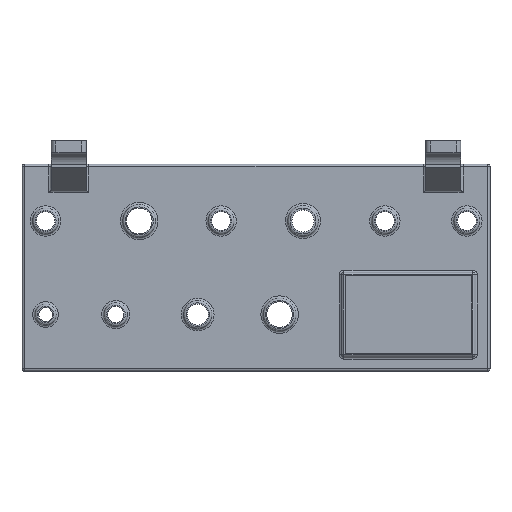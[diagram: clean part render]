
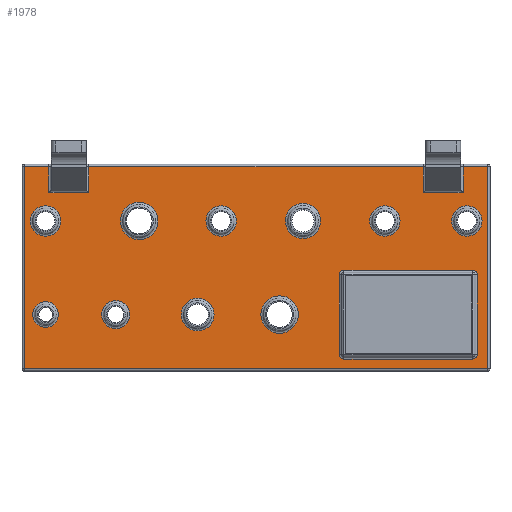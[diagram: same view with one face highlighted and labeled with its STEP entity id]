
A CAD part, top view. The second image highlights one B-rep face of the part: STEP entity #1978.
In plain terms, the highlighted planar face has unit normal (0, 0, 1).
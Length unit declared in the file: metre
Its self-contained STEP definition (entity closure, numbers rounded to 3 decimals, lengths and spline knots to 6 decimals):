
#134=CIRCLE('',#2150,0.002);
#135=CIRCLE('',#2151,0.002);
#136=CIRCLE('',#2152,0.002);
#137=CIRCLE('',#2153,0.002);
#138=CIRCLE('',#2154,0.008);
#139=CIRCLE('',#2155,0.007);
#140=CIRCLE('',#2156,0.006);
#141=CIRCLE('',#2157,0.0055);
#142=CIRCLE('',#2158,0.0065);
#143=CIRCLE('',#2159,0.0065);
#144=CIRCLE('',#2160,0.0075);
#145=CIRCLE('',#2161,0.0065);
#146=CIRCLE('',#2162,0.008);
#147=CIRCLE('',#2163,0.0065);
#344=ORIENTED_EDGE('',*,*,#826,.T.);
#345=ORIENTED_EDGE('',*,*,#827,.T.);
#346=ORIENTED_EDGE('',*,*,#828,.T.);
#347=ORIENTED_EDGE('',*,*,#829,.T.);
#348=ORIENTED_EDGE('',*,*,#830,.T.);
#349=ORIENTED_EDGE('',*,*,#831,.T.);
#350=ORIENTED_EDGE('',*,*,#832,.T.);
#351=ORIENTED_EDGE('',*,*,#833,.T.);
#352=ORIENTED_EDGE('',*,*,#834,.T.);
#353=ORIENTED_EDGE('',*,*,#835,.T.);
#354=ORIENTED_EDGE('',*,*,#836,.T.);
#355=ORIENTED_EDGE('',*,*,#837,.T.);
#356=ORIENTED_EDGE('',*,*,#838,.T.);
#357=ORIENTED_EDGE('',*,*,#839,.T.);
#358=ORIENTED_EDGE('',*,*,#840,.T.);
#359=ORIENTED_EDGE('',*,*,#841,.T.);
#360=ORIENTED_EDGE('',*,*,#842,.T.);
#361=ORIENTED_EDGE('',*,*,#843,.T.);
#362=ORIENTED_EDGE('',*,*,#844,.T.);
#363=ORIENTED_EDGE('',*,*,#845,.T.);
#364=ORIENTED_EDGE('',*,*,#846,.T.);
#365=ORIENTED_EDGE('',*,*,#847,.T.);
#366=ORIENTED_EDGE('',*,*,#848,.T.);
#367=ORIENTED_EDGE('',*,*,#849,.T.);
#368=ORIENTED_EDGE('',*,*,#850,.T.);
#369=ORIENTED_EDGE('',*,*,#851,.T.);
#370=ORIENTED_EDGE('',*,*,#852,.T.);
#371=ORIENTED_EDGE('',*,*,#853,.T.);
#372=ORIENTED_EDGE('',*,*,#854,.T.);
#373=ORIENTED_EDGE('',*,*,#855,.T.);
#826=EDGE_CURVE('',#1075,#1076,#134,.F.);
#827=EDGE_CURVE('',#1076,#1077,#1269,.T.);
#828=EDGE_CURVE('',#1077,#1078,#135,.F.);
#829=EDGE_CURVE('',#1078,#1079,#1270,.F.);
#830=EDGE_CURVE('',#1079,#1080,#136,.F.);
#831=EDGE_CURVE('',#1080,#1081,#1271,.F.);
#832=EDGE_CURVE('',#1081,#1082,#137,.F.);
#833=EDGE_CURVE('',#1082,#1075,#1272,.T.);
#834=EDGE_CURVE('',#1083,#1083,#138,.F.);
#835=EDGE_CURVE('',#1084,#1084,#139,.F.);
#836=EDGE_CURVE('',#1085,#1085,#140,.F.);
#837=EDGE_CURVE('',#1086,#1086,#141,.F.);
#838=EDGE_CURVE('',#1087,#1087,#142,.F.);
#839=EDGE_CURVE('',#1088,#1088,#143,.F.);
#840=EDGE_CURVE('',#1089,#1089,#144,.F.);
#841=EDGE_CURVE('',#1090,#1090,#145,.F.);
#842=EDGE_CURVE('',#1091,#1091,#146,.F.);
#843=EDGE_CURVE('',#1092,#1092,#147,.F.);
#844=EDGE_CURVE('',#1093,#1094,#1273,.F.);
#845=EDGE_CURVE('',#1094,#1095,#1274,.T.);
#846=EDGE_CURVE('',#1095,#1096,#1275,.T.);
#847=EDGE_CURVE('',#1096,#1097,#1276,.F.);
#848=EDGE_CURVE('',#1097,#1098,#1277,.F.);
#849=EDGE_CURVE('',#1098,#1099,#1278,.T.);
#850=EDGE_CURVE('',#1099,#1100,#1279,.T.);
#851=EDGE_CURVE('',#1100,#1101,#1280,.F.);
#852=EDGE_CURVE('',#1101,#1102,#1281,.F.);
#853=EDGE_CURVE('',#1102,#1103,#1282,.T.);
#854=EDGE_CURVE('',#1103,#1104,#1283,.T.);
#855=EDGE_CURVE('',#1104,#1093,#1284,.F.);
#1075=VERTEX_POINT('',#3169);
#1076=VERTEX_POINT('',#3170);
#1077=VERTEX_POINT('',#3172);
#1078=VERTEX_POINT('',#3174);
#1079=VERTEX_POINT('',#3176);
#1080=VERTEX_POINT('',#3178);
#1081=VERTEX_POINT('',#3180);
#1082=VERTEX_POINT('',#3182);
#1083=VERTEX_POINT('',#3185);
#1084=VERTEX_POINT('',#3187);
#1085=VERTEX_POINT('',#3189);
#1086=VERTEX_POINT('',#3191);
#1087=VERTEX_POINT('',#3193);
#1088=VERTEX_POINT('',#3195);
#1089=VERTEX_POINT('',#3197);
#1090=VERTEX_POINT('',#3199);
#1091=VERTEX_POINT('',#3201);
#1092=VERTEX_POINT('',#3203);
#1093=VERTEX_POINT('',#3205);
#1094=VERTEX_POINT('',#3206);
#1095=VERTEX_POINT('',#3208);
#1096=VERTEX_POINT('',#3210);
#1097=VERTEX_POINT('',#3212);
#1098=VERTEX_POINT('',#3214);
#1099=VERTEX_POINT('',#3216);
#1100=VERTEX_POINT('',#3218);
#1101=VERTEX_POINT('',#3220);
#1102=VERTEX_POINT('',#3222);
#1103=VERTEX_POINT('',#3224);
#1104=VERTEX_POINT('',#3226);
#1269=LINE('',#3171,#1400);
#1270=LINE('',#3175,#1401);
#1271=LINE('',#3179,#1402);
#1272=LINE('',#3183,#1403);
#1273=LINE('',#3204,#1404);
#1274=LINE('',#3207,#1405);
#1275=LINE('',#3209,#1406);
#1276=LINE('',#3211,#1407);
#1277=LINE('',#3213,#1408);
#1278=LINE('',#3215,#1409);
#1279=LINE('',#3217,#1410);
#1280=LINE('',#3219,#1411);
#1281=LINE('',#3221,#1412);
#1282=LINE('',#3223,#1413);
#1283=LINE('',#3225,#1414);
#1284=LINE('',#3227,#1415);
#1400=VECTOR('',#2492,1.);
#1401=VECTOR('',#2495,1.);
#1402=VECTOR('',#2498,1.);
#1403=VECTOR('',#2501,1.);
#1404=VECTOR('',#2522,1.);
#1405=VECTOR('',#2523,1.);
#1406=VECTOR('',#2524,1.);
#1407=VECTOR('',#2525,1.);
#1408=VECTOR('',#2526,1.);
#1409=VECTOR('',#2527,1.);
#1410=VECTOR('',#2528,1.);
#1411=VECTOR('',#2529,1.);
#1412=VECTOR('',#2530,1.);
#1413=VECTOR('',#2531,1.);
#1414=VECTOR('',#2532,1.);
#1415=VECTOR('',#2533,1.);
#1509=EDGE_LOOP('',(#344,#345,#346,#347,#348,#349,#350,#351));
#1510=EDGE_LOOP('',(#352));
#1511=EDGE_LOOP('',(#353));
#1512=EDGE_LOOP('',(#354));
#1513=EDGE_LOOP('',(#355));
#1514=EDGE_LOOP('',(#356));
#1515=EDGE_LOOP('',(#357));
#1516=EDGE_LOOP('',(#358));
#1517=EDGE_LOOP('',(#359));
#1518=EDGE_LOOP('',(#360));
#1519=EDGE_LOOP('',(#361));
#1520=EDGE_LOOP('',(#362,#363,#364,#365,#366,#367,#368,#369,#370,#371,#372,
#373));
#1720=FACE_BOUND('',#1509,.T.);
#1721=FACE_BOUND('',#1510,.T.);
#1722=FACE_BOUND('',#1511,.T.);
#1723=FACE_BOUND('',#1512,.T.);
#1724=FACE_BOUND('',#1513,.T.);
#1725=FACE_BOUND('',#1514,.T.);
#1726=FACE_BOUND('',#1515,.T.);
#1727=FACE_BOUND('',#1516,.T.);
#1728=FACE_BOUND('',#1517,.T.);
#1729=FACE_BOUND('',#1518,.T.);
#1730=FACE_BOUND('',#1519,.T.);
#1731=FACE_BOUND('',#1520,.T.);
#1926=PLANE('',#2149);
#1978=ADVANCED_FACE('',(#1720,#1721,#1722,#1723,#1724,#1725,#1726,#1727,
#1728,#1729,#1730,#1731),#1926,.T.);
#2149=AXIS2_PLACEMENT_3D('',#3167,#2488,#2489);
#2150=AXIS2_PLACEMENT_3D('',#3168,#2490,#2491);
#2151=AXIS2_PLACEMENT_3D('',#3173,#2493,#2494);
#2152=AXIS2_PLACEMENT_3D('',#3177,#2496,#2497);
#2153=AXIS2_PLACEMENT_3D('',#3181,#2499,#2500);
#2154=AXIS2_PLACEMENT_3D('',#3184,#2502,#2503);
#2155=AXIS2_PLACEMENT_3D('',#3186,#2504,#2505);
#2156=AXIS2_PLACEMENT_3D('',#3188,#2506,#2507);
#2157=AXIS2_PLACEMENT_3D('',#3190,#2508,#2509);
#2158=AXIS2_PLACEMENT_3D('',#3192,#2510,#2511);
#2159=AXIS2_PLACEMENT_3D('',#3194,#2512,#2513);
#2160=AXIS2_PLACEMENT_3D('',#3196,#2514,#2515);
#2161=AXIS2_PLACEMENT_3D('',#3198,#2516,#2517);
#2162=AXIS2_PLACEMENT_3D('',#3200,#2518,#2519);
#2163=AXIS2_PLACEMENT_3D('',#3202,#2520,#2521);
#2488=DIRECTION('',(0.,0.,1.));
#2489=DIRECTION('',(1.,0.,0.));
#2490=DIRECTION('',(0.,0.,1.));
#2491=DIRECTION('',(1.,0.,0.));
#2492=DIRECTION('',(1.,0.,0.));
#2493=DIRECTION('',(0.,0.,1.));
#2494=DIRECTION('',(1.,0.,0.));
#2495=DIRECTION('',(0.,1.,0.));
#2496=DIRECTION('',(0.,0.,1.));
#2497=DIRECTION('',(1.,0.,0.));
#2498=DIRECTION('',(1.,0.,0.));
#2499=DIRECTION('',(0.,0.,1.));
#2500=DIRECTION('',(1.,0.,0.));
#2501=DIRECTION('',(0.,1.,0.));
#2502=DIRECTION('',(0.,0.,1.));
#2503=DIRECTION('',(1.,0.,0.));
#2504=DIRECTION('',(0.,0.,1.));
#2505=DIRECTION('',(1.,0.,0.));
#2506=DIRECTION('',(0.,0.,1.));
#2507=DIRECTION('',(1.,0.,0.));
#2508=DIRECTION('',(0.,0.,1.));
#2509=DIRECTION('',(1.,0.,0.));
#2510=DIRECTION('',(0.,0.,1.));
#2511=DIRECTION('',(1.,0.,0.));
#2512=DIRECTION('',(0.,0.,1.));
#2513=DIRECTION('',(1.,0.,0.));
#2514=DIRECTION('',(0.,0.,1.));
#2515=DIRECTION('',(1.,0.,0.));
#2516=DIRECTION('',(0.,0.,1.));
#2517=DIRECTION('',(1.,0.,0.));
#2518=DIRECTION('',(0.,0.,1.));
#2519=DIRECTION('',(1.,0.,0.));
#2520=DIRECTION('',(0.,0.,1.));
#2521=DIRECTION('',(1.,0.,0.));
#2522=DIRECTION('',(0.,-1.,0.));
#2523=DIRECTION('',(-1.,0.,0.));
#2524=DIRECTION('',(0.,-1.,0.));
#2525=DIRECTION('',(1.,0.,0.));
#2526=DIRECTION('',(0.,-1.,0.));
#2527=DIRECTION('',(-1.,0.,0.));
#2528=DIRECTION('',(0.,-1.,0.));
#2529=DIRECTION('',(-1.,0.,0.));
#2530=DIRECTION('',(0.,-1.,0.));
#2531=DIRECTION('',(-1.,0.,0.));
#2532=DIRECTION('',(0.,-1.,0.));
#2533=DIRECTION('',(1.,0.,0.));
#3167=CARTESIAN_POINT('',(-0.004151,0.,0.004));
#3168=CARTESIAN_POINT('',(0.037586,-0.003,0.004));
#3169=CARTESIAN_POINT('',(0.035586,-0.003,0.004));
#3170=CARTESIAN_POINT('',(0.037586,-0.001,0.004));
#3171=CARTESIAN_POINT('',(-0.004151,-0.001,0.004));
#3172=CARTESIAN_POINT('',(0.092586,-0.001,0.004));
#3173=CARTESIAN_POINT('',(0.092586,-0.003,0.004));
#3174=CARTESIAN_POINT('',(0.094586,-0.003,0.004));
#3175=CARTESIAN_POINT('',(0.094586,-0.037,0.004));
#3176=CARTESIAN_POINT('',(0.094586,-0.037,0.004));
#3177=CARTESIAN_POINT('',(0.092586,-0.037,0.004));
#3178=CARTESIAN_POINT('',(0.092586,-0.039,0.004));
#3179=CARTESIAN_POINT('',(0.037586,-0.039,0.004));
#3180=CARTESIAN_POINT('',(0.037586,-0.039,0.004));
#3181=CARTESIAN_POINT('',(0.037586,-0.037,0.004));
#3182=CARTESIAN_POINT('',(0.035586,-0.037,0.004));
#3183=CARTESIAN_POINT('',(0.035586,0.,0.004));
#3184=CARTESIAN_POINT('',(0.010086,-0.02,0.004));
#3185=CARTESIAN_POINT('',(0.018086,-0.02,0.004));
#3186=CARTESIAN_POINT('',(-0.024914,-0.02,0.004));
#3187=CARTESIAN_POINT('',(-0.017914,-0.02,0.004));
#3188=CARTESIAN_POINT('',(-0.059914,-0.02,0.004));
#3189=CARTESIAN_POINT('',(-0.053914,-0.02,0.004));
#3190=CARTESIAN_POINT('',(-0.089914,-0.02,0.004));
#3191=CARTESIAN_POINT('',(-0.084414,-0.02,0.004));
#3192=CARTESIAN_POINT('',(0.090086,0.02,0.004));
#3193=CARTESIAN_POINT('',(0.096586,0.02,0.004));
#3194=CARTESIAN_POINT('',(0.055086,0.02,0.004));
#3195=CARTESIAN_POINT('',(0.061586,0.02,0.004));
#3196=CARTESIAN_POINT('',(0.020086,0.02,0.004));
#3197=CARTESIAN_POINT('',(0.027586,0.02,0.004));
#3198=CARTESIAN_POINT('',(-0.014914,0.02,0.004));
#3199=CARTESIAN_POINT('',(-0.008414,0.02,0.004));
#3200=CARTESIAN_POINT('',(-0.049914,0.02,0.004));
#3201=CARTESIAN_POINT('',(-0.041914,0.02,0.004));
#3202=CARTESIAN_POINT('',(-0.089914,0.02,0.004));
#3203=CARTESIAN_POINT('',(-0.083414,0.02,0.004));
#3204=CARTESIAN_POINT('',(0.0715,0.044206,0.004));
#3205=CARTESIAN_POINT('',(0.0715,0.032096,0.004));
#3206=CARTESIAN_POINT('',(0.0715,0.043206,0.004));
#3207=CARTESIAN_POINT('',(-0.0725,0.043206,0.004));
#3208=CARTESIAN_POINT('',(-0.0715,0.043206,0.004));
#3209=CARTESIAN_POINT('',(-0.0715,0.,0.004));
#3210=CARTESIAN_POINT('',(-0.0715,0.032096,0.004));
#3211=CARTESIAN_POINT('',(-0.004151,0.032096,0.004));
#3212=CARTESIAN_POINT('',(-0.0885,0.032096,0.004));
#3213=CARTESIAN_POINT('',(-0.0885,0.044206,0.004));
#3214=CARTESIAN_POINT('',(-0.0885,0.043206,0.004));
#3215=CARTESIAN_POINT('',(-0.1,0.043206,0.004));
#3216=CARTESIAN_POINT('',(-0.099,0.043206,0.004));
#3217=CARTESIAN_POINT('',(-0.099,-0.044206,0.004));
#3218=CARTESIAN_POINT('',(-0.099,-0.043206,0.004));
#3219=CARTESIAN_POINT('',(-0.004151,-0.043206,0.004));
#3220=CARTESIAN_POINT('',(0.099,-0.043206,0.004));
#3221=CARTESIAN_POINT('',(0.099,0.,0.004));
#3222=CARTESIAN_POINT('',(0.099,0.043206,0.004));
#3223=CARTESIAN_POINT('',(0.0875,0.043206,0.004));
#3224=CARTESIAN_POINT('',(0.0885,0.043206,0.004));
#3225=CARTESIAN_POINT('',(0.0885,0.,0.004));
#3226=CARTESIAN_POINT('',(0.0885,0.032096,0.004));
#3227=CARTESIAN_POINT('',(-0.004151,0.032096,0.004));
